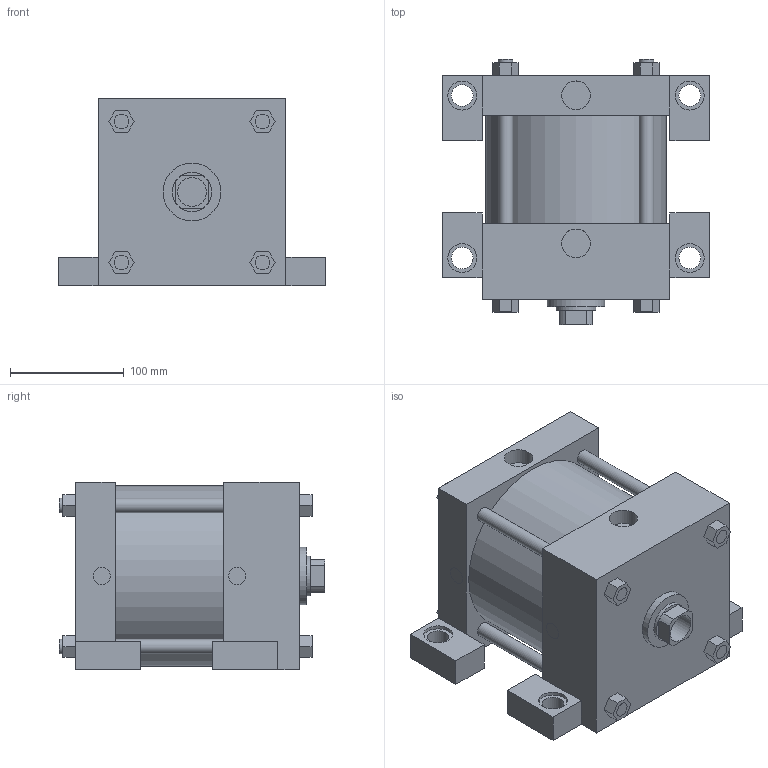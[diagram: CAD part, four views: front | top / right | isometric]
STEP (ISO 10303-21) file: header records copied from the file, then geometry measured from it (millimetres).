
FILE_DESCRIPTION((' Parasolid data model '),'2;1');
FILE_NAME('GSSL','1999-12-15T14:50:56+00:00',(' GSSL '),(' GSSL Pune '),'','GSSL Pune','Author');
FILE_SCHEMA(('CONFIG_CONTROL_DESIGN'));
Length unit declared in the file: millimetre
Bounding box: 234.95 x 233.36 x 165.1 mm (x, y, z)
Surface area: 243132.3 mm2 (no closed solid volume)
Topology: 0 solids, 9 shells, 150 faces, 391 edges, 277 vertices
Faces by surface type: plane 114, cylinder 36
Full cylindrical faces by diameter (mm): 12.7 x12, 15.081 x6, 19.05 x4, 25.118 x2, 25.4 x5, 34.925 x1, 50.8 x1, 158.75 x1
Entity records: 4383 total; most frequent: CARTESIAN_POINT 759, DIRECTION 701, ORIENTED_EDGE 612, EDGE_CURVE 354, LINE 273, VECTOR 273, VERTEX_POINT 272, EDGE_LOOP 232
